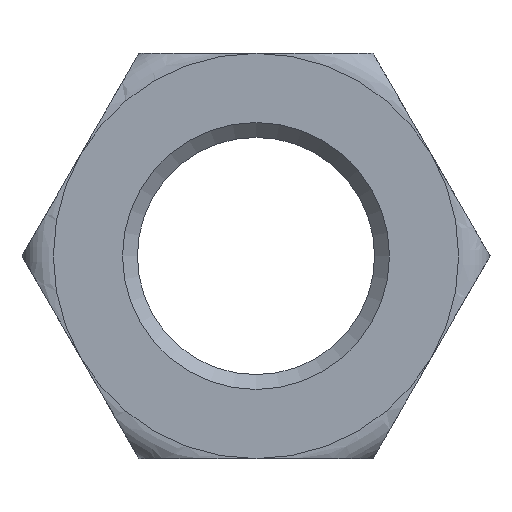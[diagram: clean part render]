
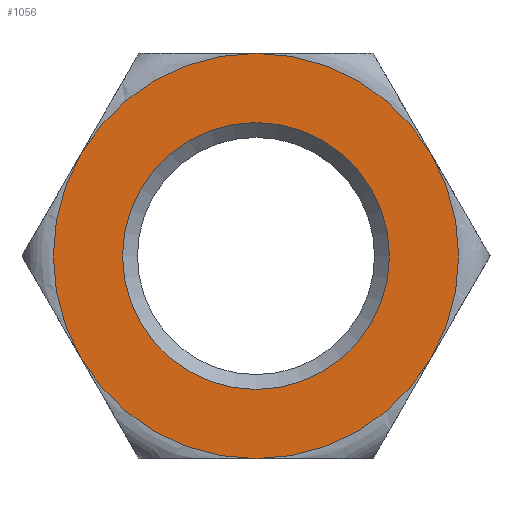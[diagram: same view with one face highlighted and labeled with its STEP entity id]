
A CAD part, front view. The second image highlights one B-rep face of the part: STEP entity #1056.
In plain terms, the highlighted planar face has unit normal (0, -1, 0).
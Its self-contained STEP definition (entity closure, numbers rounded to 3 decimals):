
#58 = CIRCLE ( 'NONE', #983, 20.5 ) ;
#62 = DIRECTION ( 'NONE',  ( 0., 1., 0. ) ) ;
#70 = CARTESIAN_POINT ( 'NONE',  ( 0., -11., 13.5 ) ) ;
#75 = PLANE ( 'NONE',  #493 ) ;
#81 = VERTEX_POINT ( 'NONE', #384 ) ;
#83 = VECTOR ( 'NONE', #448, 1000. ) ;
#113 = ORIENTED_EDGE ( 'NONE', *, *, #383, .F. ) ;
#116 = CARTESIAN_POINT ( 'NONE',  ( 0., -11., -20.5 ) ) ;
#124 = EDGE_CURVE ( 'NONE', #893, #743, #58, .T. ) ;
#151 = EDGE_CURVE ( 'NONE', #633, #81, #795, .T. ) ;
#160 = ORIENTED_EDGE ( 'NONE', *, *, #304, .F. ) ;
#204 = CARTESIAN_POINT ( 'NONE',  ( 23.671, -11., 0. ) ) ;
#228 = EDGE_CURVE ( 'NONE', #466, #1106, #252, .T. ) ;
#252 = CIRCLE ( 'NONE', #393, 20.5 ) ;
#264 = CARTESIAN_POINT ( 'NONE',  ( 0., -11., 0. ) ) ;
#267 = FACE_BOUND ( 'NONE', #531, .T. ) ;
#269 = ORIENTED_EDGE ( 'NONE', *, *, #1061, .T. ) ;
#277 = ORIENTED_EDGE ( 'NONE', *, *, #228, .F. ) ;
#283 = ORIENTED_EDGE ( 'NONE', *, *, #151, .F. ) ;
#297 = DIRECTION ( 'NONE',  ( 0., 1., 0. ) ) ;
#300 = CARTESIAN_POINT ( 'NONE',  ( 0., -11., 20.5 ) ) ;
#304 = EDGE_CURVE ( 'NONE', #1034, #633, #776, .T. ) ;
#369 = CARTESIAN_POINT ( 'NONE',  ( 0., -11., 0. ) ) ;
#379 = CIRCLE ( 'NONE', #528, 13.5 ) ;
#383 = EDGE_CURVE ( 'NONE', #743, #466, #991, .T. ) ;
#384 = CARTESIAN_POINT ( 'NONE',  ( -17.754, -11., -10.25 ) ) ;
#389 = DIRECTION ( 'NONE',  ( 1., 0., 0. ) ) ;
#393 = AXIS2_PLACEMENT_3D ( 'NONE', #677, #1012, #1002 ) ;
#402 = CARTESIAN_POINT ( 'NONE',  ( 17.754, -11., 10.25 ) ) ;
#411 = CARTESIAN_POINT ( 'NONE',  ( 0., -11., 0. ) ) ;
#435 = AXIS2_PLACEMENT_3D ( 'NONE', #577, #62, #389 ) ;
#436 = DIRECTION ( 'NONE',  ( 0., 1., 0. ) ) ;
#439 = EDGE_LOOP ( 'NONE', ( #160, #960, #277, #113, #1087, #451, #283 ) ) ;
#448 = DIRECTION ( 'NONE',  ( -0.5, 0., -0.866 ) ) ;
#451 = ORIENTED_EDGE ( 'NONE', *, *, #638, .F. ) ;
#466 = VERTEX_POINT ( 'NONE', #402 ) ;
#475 = LINE ( 'NONE', #204, #83 ) ;
#493 = AXIS2_PLACEMENT_3D ( 'NONE', #411, #763, #590 ) ;
#501 = FACE_OUTER_BOUND ( 'NONE', #439, .T. ) ;
#508 = CARTESIAN_POINT ( 'NONE',  ( 0., -11., 0. ) ) ;
#528 = AXIS2_PLACEMENT_3D ( 'NONE', #889, #907, #824 ) ;
#531 = EDGE_LOOP ( 'NONE', ( #269 ) ) ;
#577 = CARTESIAN_POINT ( 'NONE',  ( 0., -11., 0. ) ) ;
#590 = DIRECTION ( 'NONE',  ( 0., 0., 1. ) ) ;
#597 = AXIS2_PLACEMENT_3D ( 'NONE', #981, #988, #727 ) ;
#619 = AXIS2_PLACEMENT_3D ( 'NONE', #508, #863, #943 ) ;
#633 = VERTEX_POINT ( 'NONE', #116 ) ;
#638 = EDGE_CURVE ( 'NONE', #81, #893, #697, .T. ) ;
#640 = DIRECTION ( 'NONE',  ( 1., 0., 0. ) ) ;
#651 = DIRECTION ( 'NONE',  ( -1., 0., 0. ) ) ;
#677 = CARTESIAN_POINT ( 'NONE',  ( 0., -11., 0. ) ) ;
#697 = CIRCLE ( 'NONE', #958, 20.5 ) ;
#727 = DIRECTION ( 'NONE',  ( 1., 0., 0. ) ) ;
#733 = EDGE_CURVE ( 'NONE', #1106, #1034, #475, .T. ) ;
#743 = VERTEX_POINT ( 'NONE', #300 ) ;
#763 = DIRECTION ( 'NONE',  ( 0., 1., 0. ) ) ;
#776 = CIRCLE ( 'NONE', #619, 20.5 ) ;
#795 = CIRCLE ( 'NONE', #597, 20.5 ) ;
#818 = VERTEX_POINT ( 'NONE', #70 ) ;
#824 = DIRECTION ( 'NONE',  ( 0., 0., 1. ) ) ;
#863 = DIRECTION ( 'NONE',  ( 0., 1., 0. ) ) ;
#889 = CARTESIAN_POINT ( 'NONE',  ( 0., -11., 0. ) ) ;
#893 = VERTEX_POINT ( 'NONE', #1025 ) ;
#907 = DIRECTION ( 'NONE',  ( 0., 1., 0. ) ) ;
#943 = DIRECTION ( 'NONE',  ( 1., 0., 0. ) ) ;
#958 = AXIS2_PLACEMENT_3D ( 'NONE', #264, #436, #640 ) ;
#960 = ORIENTED_EDGE ( 'NONE', *, *, #733, .F. ) ;
#981 = CARTESIAN_POINT ( 'NONE',  ( 0., -11., 0. ) ) ;
#983 = AXIS2_PLACEMENT_3D ( 'NONE', #369, #297, #651 ) ;
#988 = DIRECTION ( 'NONE',  ( 0., 1., 0. ) ) ;
#989 = CARTESIAN_POINT ( 'NONE',  ( 17.754, -11., -10.25 ) ) ;
#991 = CIRCLE ( 'NONE', #435, 20.5 ) ;
#1002 = DIRECTION ( 'NONE',  ( 1., 0., 0. ) ) ;
#1012 = DIRECTION ( 'NONE',  ( 0., 1., 0. ) ) ;
#1025 = CARTESIAN_POINT ( 'NONE',  ( -17.754, -11., 10.25 ) ) ;
#1034 = VERTEX_POINT ( 'NONE', #1048 ) ;
#1048 = CARTESIAN_POINT ( 'NONE',  ( 17.754, -11., -10.25 ) ) ;
#1056 = ADVANCED_FACE ( 'NONE', ( #267, #501 ), #75, .F. ) ;
#1061 = EDGE_CURVE ( 'NONE', #818, #818, #379, .T. ) ;
#1087 = ORIENTED_EDGE ( 'NONE', *, *, #124, .F. ) ;
#1106 = VERTEX_POINT ( 'NONE', #989 ) ;
